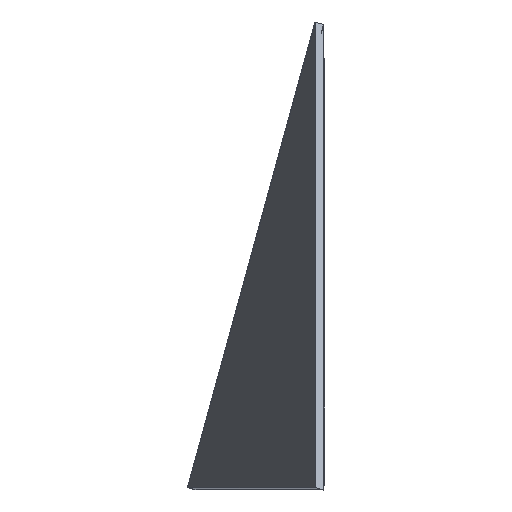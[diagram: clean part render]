
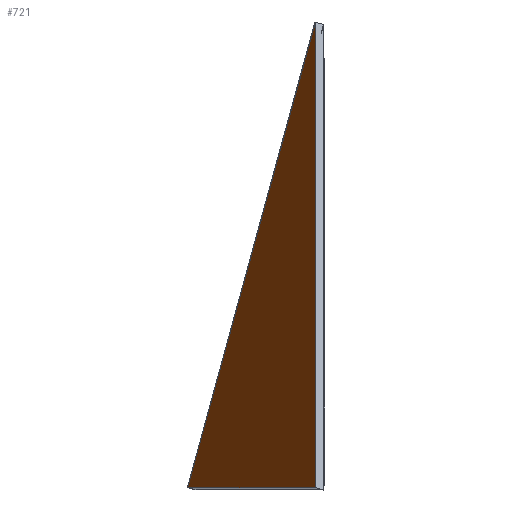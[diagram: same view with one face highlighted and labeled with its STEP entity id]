
A CAD part, left-side view. The second image highlights one B-rep face of the part: STEP entity #721.
In plain terms, the highlighted face is planar.
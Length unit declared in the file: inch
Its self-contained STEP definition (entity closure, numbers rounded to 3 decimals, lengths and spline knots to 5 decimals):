
#119=FACE_OUTER_BOUND('',#161,.T.);
#161=EDGE_LOOP('',(#633,#634,#635));
#240=LINE('',#1346,#324);
#244=LINE('',#1353,#328);
#246=LINE('',#1356,#330);
#324=VECTOR('',#1134,39.37008);
#328=VECTOR('',#1140,39.37008);
#330=VECTOR('',#1144,39.37008);
#383=VERTEX_POINT('',#1343);
#384=VERTEX_POINT('',#1345);
#386=VERTEX_POINT('',#1351);
#464=EDGE_CURVE('',#384,#383,#240,.T.);
#468=EDGE_CURVE('',#383,#386,#244,.T.);
#470=EDGE_CURVE('',#386,#384,#246,.T.);
#633=ORIENTED_EDGE('',*,*,#464,.T.);
#634=ORIENTED_EDGE('',*,*,#468,.T.);
#635=ORIENTED_EDGE('',*,*,#470,.T.);
#679=PLANE('',#953);
#721=ADVANCED_FACE('',(#119),#679,.F.);
#953=AXIS2_PLACEMENT_3D('',#1357,#1145,#1146);
#1134=DIRECTION('',(0.731,0.,0.682));
#1140=DIRECTION('',(0.,0.,-1.));
#1144=DIRECTION('',(-0.731,0.,0.682));
#1145=DIRECTION('center_axis',(0.,-1.,0.));
#1146=DIRECTION('ref_axis',(0.,0.,-1.));
#1343=CARTESIAN_POINT('',(4.93664,0.125,4.60349));
#1345=CARTESIAN_POINT('',(0.,0.125,0.));
#1346=CARTESIAN_POINT('',(4.93664,0.125,4.60349));
#1351=CARTESIAN_POINT('',(4.93664,0.125,-4.60349));
#1353=CARTESIAN_POINT('',(4.93664,0.125,-4.60349));
#1356=CARTESIAN_POINT('',(0.,0.125,0.));
#1357=CARTESIAN_POINT('Origin',(0.,0.125,0.));
